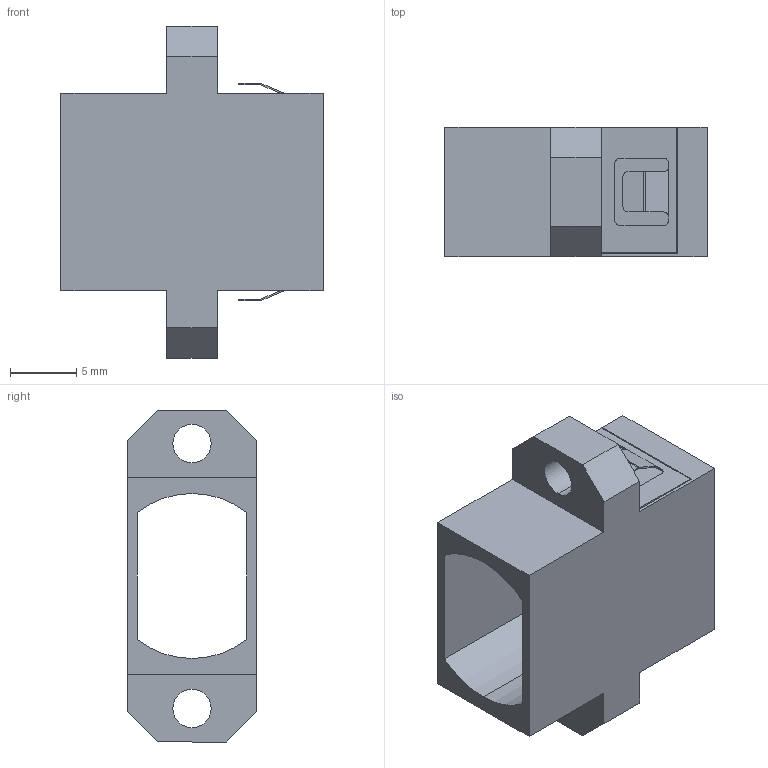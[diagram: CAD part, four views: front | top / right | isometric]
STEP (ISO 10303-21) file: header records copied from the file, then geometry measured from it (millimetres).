
FILE_DESCRIPTION (( 'STEP AP214' ), '1' );
FILE_NAME ('FOA-992B_3D.STEP', '2020-07-17T22:00:05', ( '' ), ( '' ), 'SwSTEP 2.0', 'SolidWorks 2018', '' );
FILE_SCHEMA (( 'AUTOMOTIVE_DESIGN' ));
Length unit declared in the file: inch
Products named in the file (1): FOA-992B_3D
Bounding box: 19.86 x 9.8 x 25.15 mm (x, y, z)
Volume: 1280.9 mm3; surface area: 2170.8 mm2
Topology: 1 solids, 1 shells, 85 faces, 235 edges, 154 vertices
Faces by surface type: plane 60, cylinder 25
Entity records: 3220 total; most frequent: CARTESIAN_POINT 499, ORIENTED_EDGE 470, DIRECTION 441, EDGE_CURVE 235, LINE 185, VECTOR 185, VERTEX_POINT 154, AXIS2_PLACEMENT_3D 128
